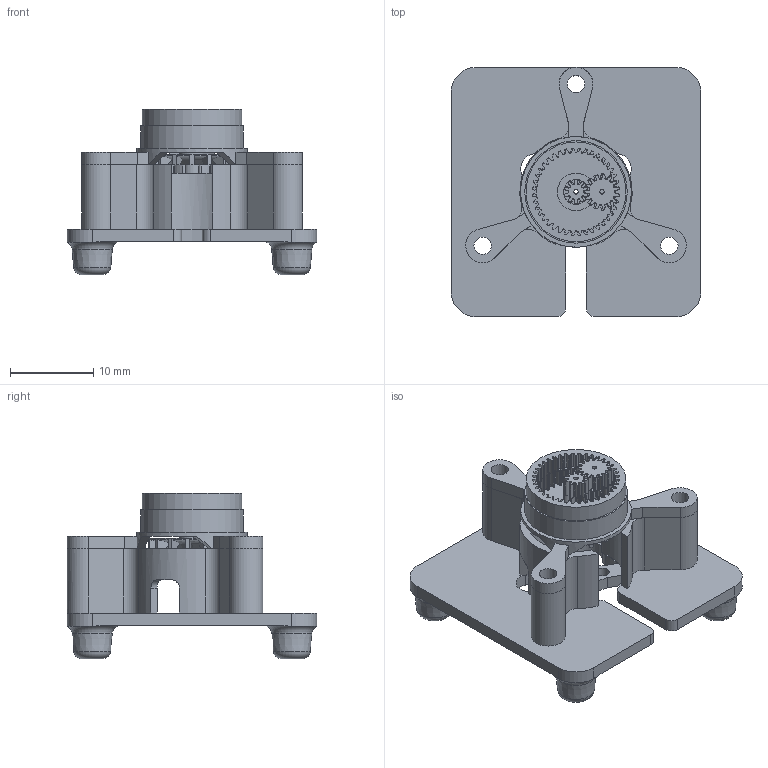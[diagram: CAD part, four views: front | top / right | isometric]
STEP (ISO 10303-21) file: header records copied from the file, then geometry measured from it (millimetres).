
FILE_DESCRIPTION(/* description */ ('STEP AP242','CAx-IF Rec.Pracs.---Representation and Presentation of Product Manufacturing Information (PMI)---4.0---2014-10-13','CAx-IF Rec.Pracs.---3D Tessellated Geometry---0.4---2014-09-14','2;1'),/* implementation_level */ '2;1');
FILE_NAME(/* name */ '66d23a604b7416576a3cef9b',/* time_stamp */ '2024-08-30T21:32:17Z',/* author */ (''),/* organization */ (''),/* preprocessor_version */ 'ST-DEVELOPER v20',/* originating_system */ ' ',/* authorisation */ ' ');
FILE_SCHEMA (('AP242_MANAGED_MODEL_BASED_3D_ENGINEERING_MIM_LF { 1 0 10303 442 1 1 4 }'));
Length unit declared in the file: metre
Products named in the file (7): 2nd stage ring; 2nd stage planet; 2nd stage sun; 1st planet; base gearbox plate; motor mount; center shaft bottom
Bounding box: 30 x 30 x 19.9 mm (x, y, z)
Volume: 2649.7 mm3; surface area: 4703.1 mm2
Topology: 7 solids, 7 shells, 1088 faces, 3179 edges, 2104 vertices
Faces by surface type: cylinder 585, bspline 329, plane 162, torus 8, cone 4
Full cylindrical faces by diameter (mm): 0.54 x2, 1.04 x2, 1.1 x1, 1.6 x3, 2.1 x6, 3 x1, 3.46 x2, 4.5 x1, 10.5 x1, 12 x1, 12.333 x1, 13.3 x1
Entity records: 39671 total; most frequent: CARTESIAN_POINT 12167, ORIENTED_EDGE 6260, DIRECTION 5128, EDGE_CURVE 3130, VERTEX_POINT 2090, AXIS2_PLACEMENT_3D 2041, CIRCLE 1263, EDGE_LOOP 1162
